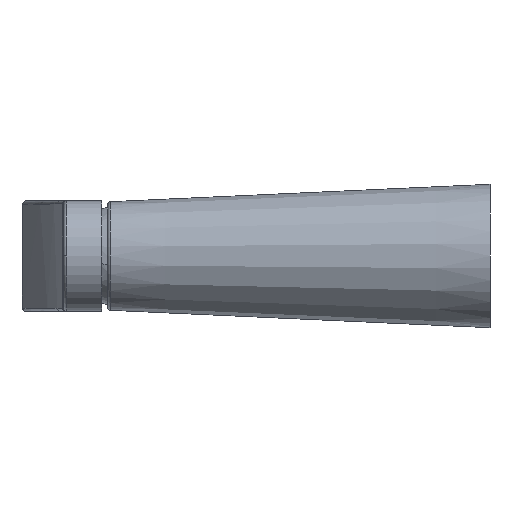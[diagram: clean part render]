
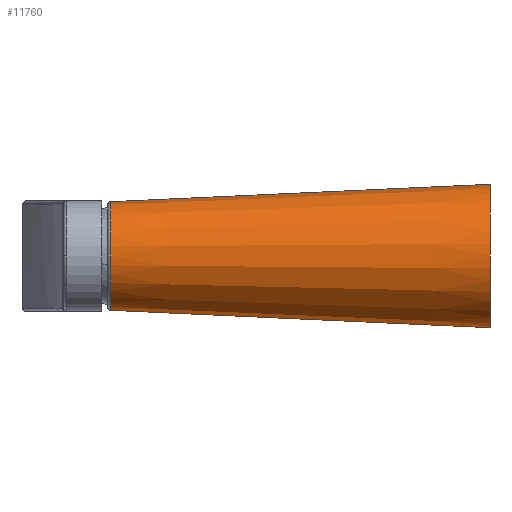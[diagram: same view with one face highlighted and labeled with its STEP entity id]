
A CAD part, left-side view. The second image highlights one B-rep face of the part: STEP entity #11760.
In plain terms, the highlighted conical face has half-angle 2.624 degrees and reference radius 17 mm.
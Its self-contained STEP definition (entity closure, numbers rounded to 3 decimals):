
#802 = ORIENTED_EDGE ( 'NONE', *, *, #8880, .T. ) ;
#1232 = DIRECTION ( 'NONE',  ( 0., -0.999, 0.046 ) ) ;
#1612 = CIRCLE ( 'NONE', #11447, 17.044 ) ;
#2185 = CIRCLE ( 'NONE', #17516, 22.5 ) ;
#2417 = CARTESIAN_POINT ( 'NONE',  ( 0., 0., 0. ) ) ;
#3159 = CARTESIAN_POINT ( 'NONE',  ( 0., 119.046, 17.044 ) ) ;
#3761 = DIRECTION ( 'NONE',  ( 0., 0., 1. ) ) ;
#3813 = VERTEX_POINT ( 'NONE', #8337 ) ;
#4796 = VERTEX_POINT ( 'NONE', #7141 ) ;
#5552 = CARTESIAN_POINT ( 'NONE',  ( 0., 119.046, 0. ) ) ;
#6015 = VERTEX_POINT ( 'NONE', #3159 ) ;
#6490 = VECTOR ( 'NONE', #1232, 1000. ) ;
#6909 = DIRECTION ( 'NONE',  ( 0., 0., 1. ) ) ;
#6970 = VERTEX_POINT ( 'NONE', #15994 ) ;
#7125 = DIRECTION ( 'NONE',  ( 0., 0., -1. ) ) ;
#7141 = CARTESIAN_POINT ( 'NONE',  ( 0., 0., 22.5 ) ) ;
#7145 = AXIS2_PLACEMENT_3D ( 'NONE', #16686, #11241, #7125 ) ;
#7373 = CONICAL_SURFACE ( 'NONE', #7145, 17., 0.046 ) ;
#7810 = FACE_OUTER_BOUND ( 'NONE', #12994, .T. ) ;
#7913 = VECTOR ( 'NONE', #14094, 1000. ) ;
#7983 = CARTESIAN_POINT ( 'NONE',  ( 0., 120., 17. ) ) ;
#8337 = CARTESIAN_POINT ( 'NONE',  ( 0., 0., -22.5 ) ) ;
#8880 = EDGE_CURVE ( 'NONE', #6970, #3813, #11528, .T. ) ;
#9593 = EDGE_CURVE ( 'NONE', #3813, #4796, #2185, .T. ) ;
#10071 = CARTESIAN_POINT ( 'NONE',  ( 0., 120., -17. ) ) ;
#11187 = ORIENTED_EDGE ( 'NONE', *, *, #14021, .F. ) ;
#11241 = DIRECTION ( 'NONE',  ( 0., -1., 0. ) ) ;
#11447 = AXIS2_PLACEMENT_3D ( 'NONE', #5552, #15100, #6909 ) ;
#11528 = LINE ( 'NONE', #10071, #7913 ) ;
#11760 = ADVANCED_FACE ( 'NONE', ( #7810 ), #7373, .T. ) ;
#11906 = DIRECTION ( 'NONE',  ( 0., 1., 0. ) ) ;
#12994 = EDGE_LOOP ( 'NONE', ( #11187, #15346, #802, #14874 ) ) ;
#14021 = EDGE_CURVE ( 'NONE', #6015, #4796, #14201, .T. ) ;
#14094 = DIRECTION ( 'NONE',  ( 0., -0.999, -0.046 ) ) ;
#14201 = LINE ( 'NONE', #7983, #6490 ) ;
#14874 = ORIENTED_EDGE ( 'NONE', *, *, #9593, .T. ) ;
#15100 = DIRECTION ( 'NONE',  ( 0., -1., 0. ) ) ;
#15262 = EDGE_CURVE ( 'NONE', #6015, #6970, #1612, .T. ) ;
#15346 = ORIENTED_EDGE ( 'NONE', *, *, #15262, .T. ) ;
#15994 = CARTESIAN_POINT ( 'NONE',  ( 0., 119.046, -17.044 ) ) ;
#16686 = CARTESIAN_POINT ( 'NONE',  ( 0., 120., 0. ) ) ;
#17516 = AXIS2_PLACEMENT_3D ( 'NONE', #2417, #11906, #3761 ) ;
